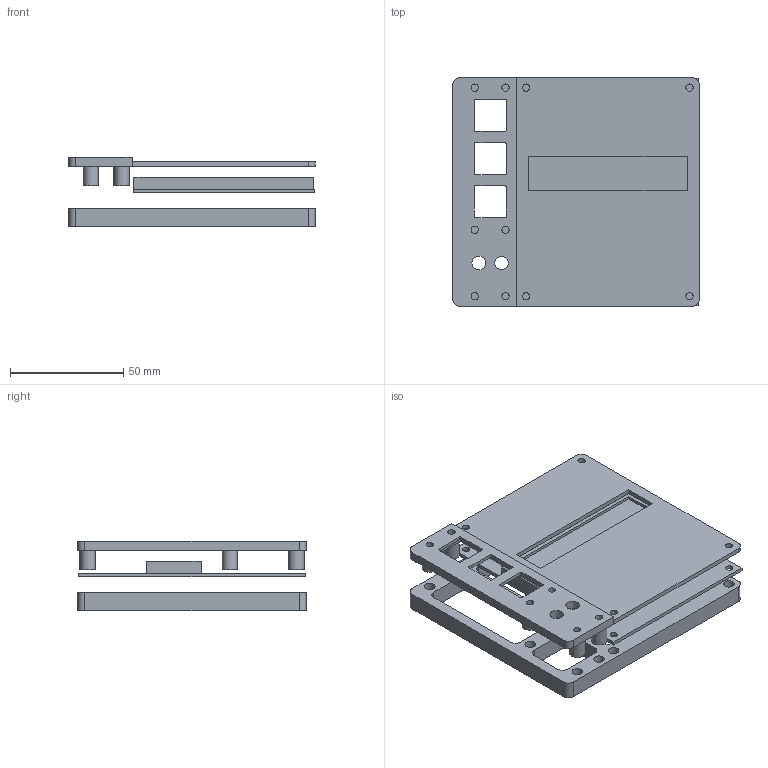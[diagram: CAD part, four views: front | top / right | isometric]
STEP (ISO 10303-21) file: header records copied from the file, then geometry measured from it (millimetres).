
FILE_DESCRIPTION(/* description */ ('STEP AP242','CAx-IF Rec.Pracs.---Representation and Presentation of Product Manufacturing Information (PMI)---4.0---2014-10-13','CAx-IF Rec.Pracs.---3D Tessellated Geometry---0.4---2014-09-14','2;1'),/* implementation_level */ '2;1');
FILE_NAME(/* name */ '66a38cde908e913e1332fa0c',/* time_stamp */ '2024-07-26T11:47:43Z',/* author */ (''),/* organization */ (''),/* preprocessor_version */ 'ST-DEVELOPER v20',/* originating_system */ ' ',/* authorisation */ ' ');
FILE_SCHEMA (('AP242_MANAGED_MODEL_BASED_3D_ENGINEERING_MIM_LF { 1 0 10303 442 1 1 4 }'));
Length unit declared in the file: metre
Products named in the file (5): BottomFrame; PCB; VFDSpacer; SwitchPlate; MainPlate
Bounding box: 108.75 x 100.7 x 30.6 mm (x, y, z)
Volume: 69777.6 mm3; surface area: 60033.8 mm2
Topology: 5 solids, 5 shells, 148 faces, 365 edges, 245 vertices
Faces by surface type: plane 84, cylinder 64
Full cylindrical faces by diameter (mm): 3.2 x14, 4.7 x10, 6 x2, 6.8 x6
Entity records: 4430 total; most frequent: DIRECTION 762, CARTESIAN_POINT 721, ORIENTED_EDGE 656, EDGE_CURVE 328, AXIS2_PLACEMENT_3D 281, EDGE_LOOP 244, FACE_BOUND 244, VERTEX_POINT 240
